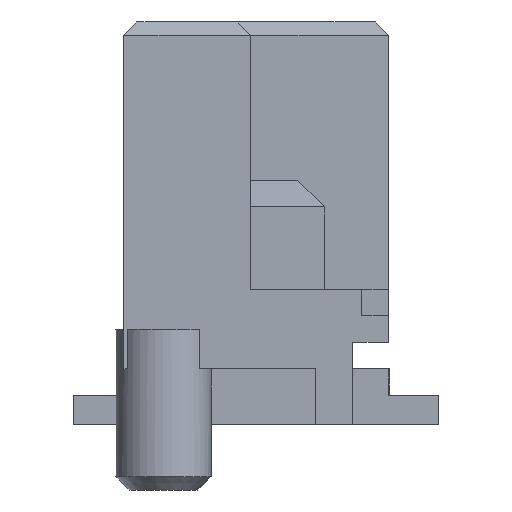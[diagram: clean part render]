
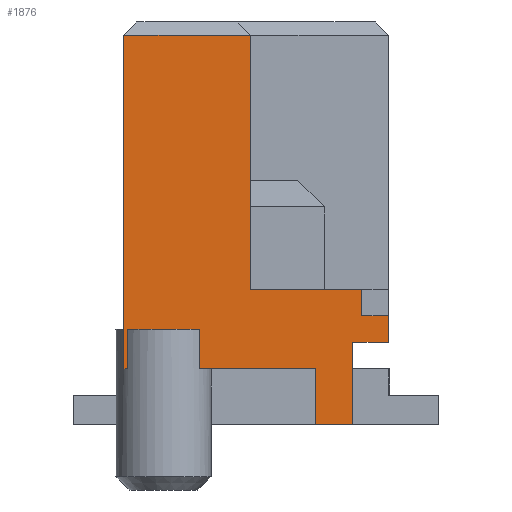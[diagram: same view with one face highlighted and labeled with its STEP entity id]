
A CAD part, front view. The second image highlights one B-rep face of the part: STEP entity #1876.
In plain terms, the highlighted planar face has unit normal (0, -1, 0).
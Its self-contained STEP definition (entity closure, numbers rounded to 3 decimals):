
#319 = EDGE_CURVE('',#320,#322,#324,.T.);
#320 = VERTEX_POINT('',#321);
#321 = CARTESIAN_POINT('',(1.68,-6.97,0.));
#322 = VERTEX_POINT('',#323);
#323 = CARTESIAN_POINT('',(1.68,-6.97,1.56));
#324 = LINE('',#325,#326);
#325 = CARTESIAN_POINT('',(1.68,-6.97,0.));
#326 = VECTOR('',#327,1.);
#327 = DIRECTION('',(0.,0.,1.));
#622 = VERTEX_POINT('',#623);
#623 = CARTESIAN_POINT('',(-2.65,-6.97,1.06));
#631 = EDGE_CURVE('',#622,#632,#634,.T.);
#632 = VERTEX_POINT('',#633);
#633 = CARTESIAN_POINT('',(-2.65,-6.97,7.366));
#634 = LINE('',#635,#636);
#635 = CARTESIAN_POINT('',(-2.65,-6.97,1.06));
#636 = VECTOR('',#637,1.);
#637 = DIRECTION('',(0.,0.,1.));
#1067 = VERTEX_POINT('',#1068);
#1068 = CARTESIAN_POINT('',(2.35,-6.97,1.56));
#1074 = EDGE_CURVE('',#1067,#322,#1075,.T.);
#1075 = LINE('',#1076,#1077);
#1076 = CARTESIAN_POINT('',(2.36,-6.97,1.56));
#1077 = VECTOR('',#1078,1.);
#1078 = DIRECTION('',(-1.,0.,0.));
#1088 = EDGE_CURVE('',#1067,#1089,#1091,.T.);
#1089 = VERTEX_POINT('',#1090);
#1090 = CARTESIAN_POINT('',(2.35,-6.97,2.06));
#1091 = LINE('',#1092,#1093);
#1092 = CARTESIAN_POINT('',(2.35,-6.97,1.06));
#1093 = VECTOR('',#1094,1.);
#1094 = DIRECTION('',(0.,0.,1.));
#1547 = VERTEX_POINT('',#1548);
#1548 = CARTESIAN_POINT('',(1.85,-6.97,2.56));
#1554 = EDGE_CURVE('',#1547,#1555,#1557,.T.);
#1555 = VERTEX_POINT('',#1556);
#1556 = CARTESIAN_POINT('',(-0.25,-6.97,2.56));
#1557 = LINE('',#1558,#1559);
#1558 = CARTESIAN_POINT('',(2.35,-6.97,2.56));
#1559 = VECTOR('',#1560,1.);
#1560 = DIRECTION('',(-1.,0.,0.));
#1876 = ADVANCED_FACE('',(#1877),#1966,.T.);
#1877 = FACE_BOUND('',#1878,.T.);
#1878 = EDGE_LOOP('',(#1879,#1889,#1897,#1903,#1904,#1905,#1906,#1914,
#1920,#1921,#1929,#1935,#1936,#1944,#1952,#1960));
#1879 = ORIENTED_EDGE('',*,*,#1880,.F.);
#1880 = EDGE_CURVE('',#1881,#1883,#1885,.T.);
#1881 = VERTEX_POINT('',#1882);
#1882 = CARTESIAN_POINT('',(0.98,-6.97,1.06));
#1883 = VERTEX_POINT('',#1884);
#1884 = CARTESIAN_POINT('',(-1.225,-6.97,1.06));
#1885 = LINE('',#1886,#1887);
#1886 = CARTESIAN_POINT('',(2.35,-6.97,1.06));
#1887 = VECTOR('',#1888,1.);
#1888 = DIRECTION('',(-1.,0.,0.));
#1889 = ORIENTED_EDGE('',*,*,#1890,.F.);
#1890 = EDGE_CURVE('',#1891,#1881,#1893,.T.);
#1891 = VERTEX_POINT('',#1892);
#1892 = CARTESIAN_POINT('',(0.98,-6.97,0.));
#1893 = LINE('',#1894,#1895);
#1894 = CARTESIAN_POINT('',(0.98,-6.97,0.));
#1895 = VECTOR('',#1896,1.);
#1896 = DIRECTION('',(0.,0.,1.));
#1897 = ORIENTED_EDGE('',*,*,#1898,.T.);
#1898 = EDGE_CURVE('',#1891,#320,#1899,.T.);
#1899 = LINE('',#1900,#1901);
#1900 = CARTESIAN_POINT('',(0.98,-6.97,0.));
#1901 = VECTOR('',#1902,1.);
#1902 = DIRECTION('',(1.,0.,0.));
#1903 = ORIENTED_EDGE('',*,*,#319,.T.);
#1904 = ORIENTED_EDGE('',*,*,#1074,.F.);
#1905 = ORIENTED_EDGE('',*,*,#1088,.T.);
#1906 = ORIENTED_EDGE('',*,*,#1907,.T.);
#1907 = EDGE_CURVE('',#1089,#1908,#1910,.T.);
#1908 = VERTEX_POINT('',#1909);
#1909 = CARTESIAN_POINT('',(1.85,-6.97,2.06));
#1910 = LINE('',#1911,#1912);
#1911 = CARTESIAN_POINT('',(2.225,-6.97,2.06));
#1912 = VECTOR('',#1913,1.);
#1913 = DIRECTION('',(-1.,0.,0.));
#1914 = ORIENTED_EDGE('',*,*,#1915,.T.);
#1915 = EDGE_CURVE('',#1908,#1547,#1916,.T.);
#1916 = LINE('',#1917,#1918);
#1917 = CARTESIAN_POINT('',(1.85,-6.97,1.56));
#1918 = VECTOR('',#1919,1.);
#1919 = DIRECTION('',(0.,0.,1.));
#1920 = ORIENTED_EDGE('',*,*,#1554,.T.);
#1921 = ORIENTED_EDGE('',*,*,#1922,.T.);
#1922 = EDGE_CURVE('',#1555,#1923,#1925,.T.);
#1923 = VERTEX_POINT('',#1924);
#1924 = CARTESIAN_POINT('',(-0.25,-6.97,7.366));
#1925 = LINE('',#1926,#1927);
#1926 = CARTESIAN_POINT('',(-0.25,-6.97,1.566));
#1927 = VECTOR('',#1928,1.);
#1928 = DIRECTION('',(0.,0.,1.));
#1929 = ORIENTED_EDGE('',*,*,#1930,.F.);
#1930 = EDGE_CURVE('',#632,#1923,#1931,.T.);
#1931 = LINE('',#1932,#1933);
#1932 = CARTESIAN_POINT('',(-2.4,-6.97,7.366));
#1933 = VECTOR('',#1934,1.);
#1934 = DIRECTION('',(1.,0.,0.));
#1935 = ORIENTED_EDGE('',*,*,#631,.F.);
#1936 = ORIENTED_EDGE('',*,*,#1937,.F.);
#1937 = EDGE_CURVE('',#1938,#622,#1940,.T.);
#1938 = VERTEX_POINT('',#1939);
#1939 = CARTESIAN_POINT('',(-2.575,-6.97,1.06));
#1940 = LINE('',#1941,#1942);
#1941 = CARTESIAN_POINT('',(2.35,-6.97,1.06));
#1942 = VECTOR('',#1943,1.);
#1943 = DIRECTION('',(-1.,0.,0.));
#1944 = ORIENTED_EDGE('',*,*,#1945,.T.);
#1945 = EDGE_CURVE('',#1938,#1946,#1948,.T.);
#1946 = VERTEX_POINT('',#1947);
#1947 = CARTESIAN_POINT('',(-2.575,-6.97,1.81));
#1948 = LINE('',#1949,#1950);
#1949 = CARTESIAN_POINT('',(-2.575,-6.97,1.81));
#1950 = VECTOR('',#1951,1.);
#1951 = DIRECTION('',(0.,0.,1.));
#1952 = ORIENTED_EDGE('',*,*,#1953,.F.);
#1953 = EDGE_CURVE('',#1954,#1946,#1956,.T.);
#1954 = VERTEX_POINT('',#1955);
#1955 = CARTESIAN_POINT('',(-1.225,-6.97,1.81));
#1956 = LINE('',#1957,#1958);
#1957 = CARTESIAN_POINT('',(-1.226,-6.97,1.81));
#1958 = VECTOR('',#1959,1.);
#1959 = DIRECTION('',(-1.,0.,0.));
#1960 = ORIENTED_EDGE('',*,*,#1961,.F.);
#1961 = EDGE_CURVE('',#1883,#1954,#1962,.T.);
#1962 = LINE('',#1963,#1964);
#1963 = CARTESIAN_POINT('',(-1.225,-6.97,1.81));
#1964 = VECTOR('',#1965,1.);
#1965 = DIRECTION('',(0.,0.,1.));
#1966 = PLANE('',#1967);
#1967 = AXIS2_PLACEMENT_3D('',#1968,#1969,#1970);
#1968 = CARTESIAN_POINT('',(-0.552,-6.97,3.365));
#1969 = DIRECTION('',(0.,-1.,0.));
#1970 = DIRECTION('',(0.,0.,-1.));
